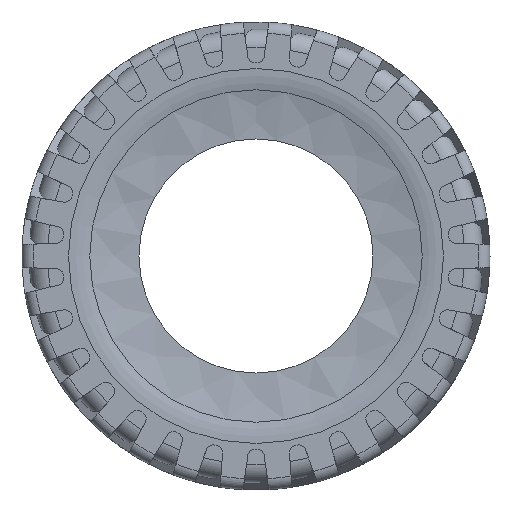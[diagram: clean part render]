
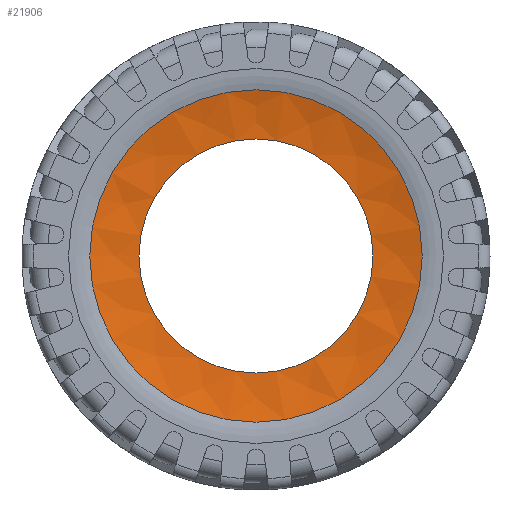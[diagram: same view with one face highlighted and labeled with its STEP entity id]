
A CAD part, left-side view. The second image highlights one B-rep face of the part: STEP entity #21906.
In plain terms, the highlighted free-form (B-spline) face has degree [2, 2] with [3, 9] control points.
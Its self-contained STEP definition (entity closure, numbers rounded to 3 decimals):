
#124=(
BOUNDED_SURFACE()
B_SPLINE_SURFACE(2,2,((#47814,#47815,#47816,#47817,#47818,#47819,#47820,
#47821,#47822),(#47823,#47824,#47825,#47826,#47827,#47828,#47829,#47830,
#47831),(#47832,#47833,#47834,#47835,#47836,#47837,#47838,#47839,#47840)),
 .UNSPECIFIED.,.F.,.T.,.F.)
B_SPLINE_SURFACE_WITH_KNOTS((3,3),(3,2,2,2,3),(1.279,1.617),
(-3.142,-1.571,0.,1.571,3.142),
 .UNSPECIFIED.)
GEOMETRIC_REPRESENTATION_ITEM()
RATIONAL_B_SPLINE_SURFACE(((1.,0.707,1.,0.707,1.,
0.707,1.,0.707,1.),(0.986,0.697,
0.986,0.697,0.986,0.697,
0.986,0.697,0.986),(1.,0.707,
1.,0.707,1.,0.707,1.,0.707,1.)))
REPRESENTATION_ITEM('')
SURFACE()
);
#1952=FACE_OUTER_BOUND('',#3050,.T.);
#3050=EDGE_LOOP('',(#20390,#20391,#20392,#20393,#20394,#20395,#20396));
#3609=CIRCLE('',#23781,451.124);
#3610=CIRCLE('',#23782,451.124);
#3611=CIRCLE('',#23783,317.5);
#3612=CIRCLE('',#23784,400.);
#3613=CIRCLE('',#23785,317.5);
#3614=CIRCLE('',#23786,317.5);
#10392=VERTEX_POINT('',#47809);
#10393=VERTEX_POINT('',#47811);
#10394=VERTEX_POINT('',#47841);
#10395=VERTEX_POINT('',#47842);
#10396=VERTEX_POINT('',#47845);
#13730=EDGE_CURVE('',#10392,#10393,#3609,.T.);
#13731=EDGE_CURVE('',#10393,#10392,#3610,.T.);
#13732=EDGE_CURVE('',#10394,#10395,#3611,.T.);
#13733=EDGE_CURVE('',#10395,#10392,#3612,.T.);
#13734=EDGE_CURVE('',#10395,#10396,#3613,.T.);
#13735=EDGE_CURVE('',#10396,#10394,#3614,.T.);
#20390=ORIENTED_EDGE('',*,*,#13732,.T.);
#20391=ORIENTED_EDGE('',*,*,#13733,.T.);
#20392=ORIENTED_EDGE('',*,*,#13731,.F.);
#20393=ORIENTED_EDGE('',*,*,#13730,.F.);
#20394=ORIENTED_EDGE('',*,*,#13733,.F.);
#20395=ORIENTED_EDGE('',*,*,#13734,.T.);
#20396=ORIENTED_EDGE('',*,*,#13735,.T.);
#21906=ADVANCED_FACE('',(#1952),#124,.T.);
#23781=AXIS2_PLACEMENT_3D('',#47812,#29282,#29283);
#23782=AXIS2_PLACEMENT_3D('',#47813,#29284,#29285);
#23783=AXIS2_PLACEMENT_3D('',#47843,#29286,#29287);
#23784=AXIS2_PLACEMENT_3D('',#47844,#29288,#29289);
#23785=AXIS2_PLACEMENT_3D('',#47846,#29290,#29291);
#23786=AXIS2_PLACEMENT_3D('',#47847,#29292,#29293);
#29282=DIRECTION('center_axis',(1.,0.,0.));
#29283=DIRECTION('ref_axis',(0.,-1.,0.));
#29284=DIRECTION('center_axis',(1.,0.,0.));
#29285=DIRECTION('ref_axis',(0.,-1.,0.));
#29286=DIRECTION('center_axis',(1.,0.,0.));
#29287=DIRECTION('ref_axis',(0.,0.,-1.));
#29288=DIRECTION('center_axis',(0.,-1.,0.));
#29289=DIRECTION('ref_axis',(0.,0.,1.));
#29290=DIRECTION('center_axis',(1.,0.,0.));
#29291=DIRECTION('ref_axis',(0.,0.,-1.));
#29292=DIRECTION('center_axis',(1.,0.,0.));
#29293=DIRECTION('ref_axis',(0.,0.,-1.));
#47809=CARTESIAN_POINT('',(-220.125,0.,451.124));
#47811=CARTESIAN_POINT('',(-220.125,451.124,0.));
#47812=CARTESIAN_POINT('Origin',(-220.125,0.,0.));
#47813=CARTESIAN_POINT('Origin',(-220.125,0.,0.));
#47814=CARTESIAN_POINT('Ctrl Pts',(-220.125,0.,451.124));
#47815=CARTESIAN_POINT('Ctrl Pts',(-220.125,-451.124,
451.124));
#47816=CARTESIAN_POINT('Ctrl Pts',(-220.125,-451.124,
0.));
#47817=CARTESIAN_POINT('Ctrl Pts',(-220.125,-451.124,
-451.124));
#47818=CARTESIAN_POINT('Ctrl Pts',(-220.125,0.,-451.124));
#47819=CARTESIAN_POINT('Ctrl Pts',(-220.125,451.124,-451.124));
#47820=CARTESIAN_POINT('Ctrl Pts',(-220.125,451.124,0.));
#47821=CARTESIAN_POINT('Ctrl Pts',(-220.125,451.124,451.124));
#47822=CARTESIAN_POINT('Ctrl Pts',(-220.125,0.,451.124));
#47823=CARTESIAN_POINT('Ctrl Pts',(-200.455,0.,385.723));
#47824=CARTESIAN_POINT('Ctrl Pts',(-200.455,-385.723,
385.723));
#47825=CARTESIAN_POINT('Ctrl Pts',(-200.455,-385.723,
0.));
#47826=CARTESIAN_POINT('Ctrl Pts',(-200.455,-385.723,
-385.723));
#47827=CARTESIAN_POINT('Ctrl Pts',(-200.455,0.,-385.723));
#47828=CARTESIAN_POINT('Ctrl Pts',(-200.455,385.723,-385.723));
#47829=CARTESIAN_POINT('Ctrl Pts',(-200.455,385.723,0.));
#47830=CARTESIAN_POINT('Ctrl Pts',(-200.455,385.723,385.723));
#47831=CARTESIAN_POINT('Ctrl Pts',(-200.455,0.,385.723));
#47832=CARTESIAN_POINT('Ctrl Pts',(-203.6,0.,317.5));
#47833=CARTESIAN_POINT('Ctrl Pts',(-203.6,-317.5,317.5));
#47834=CARTESIAN_POINT('Ctrl Pts',(-203.6,-317.5,0.));
#47835=CARTESIAN_POINT('Ctrl Pts',(-203.6,-317.5,-317.5));
#47836=CARTESIAN_POINT('Ctrl Pts',(-203.6,0.,-317.5));
#47837=CARTESIAN_POINT('Ctrl Pts',(-203.6,317.5,-317.5));
#47838=CARTESIAN_POINT('Ctrl Pts',(-203.6,317.5,0.));
#47839=CARTESIAN_POINT('Ctrl Pts',(-203.6,317.5,317.5));
#47840=CARTESIAN_POINT('Ctrl Pts',(-203.6,0.,317.5));
#47841=CARTESIAN_POINT('',(-203.6,317.5,0.));
#47842=CARTESIAN_POINT('',(-203.6,0.,317.5));
#47843=CARTESIAN_POINT('Origin',(-203.6,0.,0.));
#47844=CARTESIAN_POINT('Origin',(-603.176,0.,
335.918));
#47845=CARTESIAN_POINT('',(-203.6,-317.5,0.));
#47846=CARTESIAN_POINT('Origin',(-203.6,0.,0.));
#47847=CARTESIAN_POINT('Origin',(-203.6,0.,0.));
